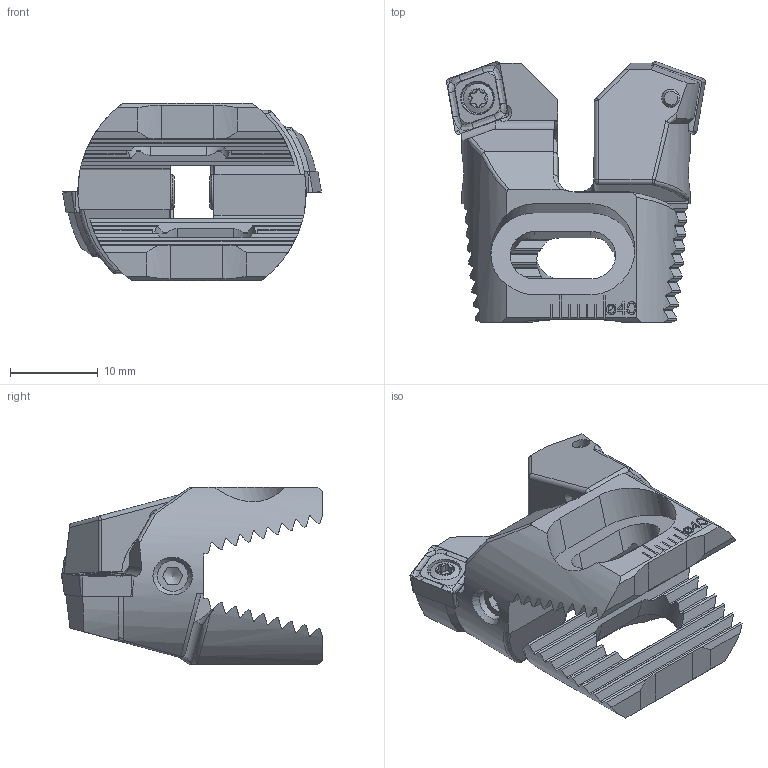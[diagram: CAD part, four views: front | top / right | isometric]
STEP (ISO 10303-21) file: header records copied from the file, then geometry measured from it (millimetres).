
FILE_DESCRIPTION (( 'STEP AP214' ), '1' );
FILE_NAME ('Z25.WCA.B70.016.STEP', '2020-08-14T11:36:17', ( '' ), ( '' ), 'SwSTEP 2.0', 'SolidWorks 2017', '' );
FILE_SCHEMA (( 'AUTOMOTIVE_DESIGN' ));
Length unit declared in the file: millimetre
Products named in the file (5): Z25-xxx.001.016_B_70ø; Z25.WCA.B70.016; Z25-ER3.001.010_A; WCA-ER2.001.006_A; CCMT060204
Assembly tree (8 placements, depth 2):
  Z25.WCA.B70.016
    Z25-xxx.001.016_B_70ø  x2
    WCA-ER2.001.006_A  x2
    CCMT060204  x2
    Z25-ER3.001.010_A  x2
Bounding box: 29.5 x 29.7 x 20.2 mm (x, y, z)
Volume: 5214.6 mm3; surface area: 4775.3 mm2
Topology: 8 solids, 8 shells, 568 faces, 1498 edges, 958 vertices
Faces by surface type: plane 316, cylinder 112, bspline 78, cone 46, sphere 10, torus 6
Full cylindrical faces by diameter (mm): 1.6 x2, 2 x2, 2.05 x2, 2.5 x2, 2.8 x2, 3.4 x2, 3.5 x2, 3.85 x2, 4 x2
Entity records: 11146 total; most frequent: CARTESIAN_POINT 4220, ORIENTED_EDGE 1438, DIRECTION 1064, EDGE_CURVE 719, VERTEX_POINT 473, VECTOR 380, LINE 380, AXIS2_PLACEMENT_3D 342
